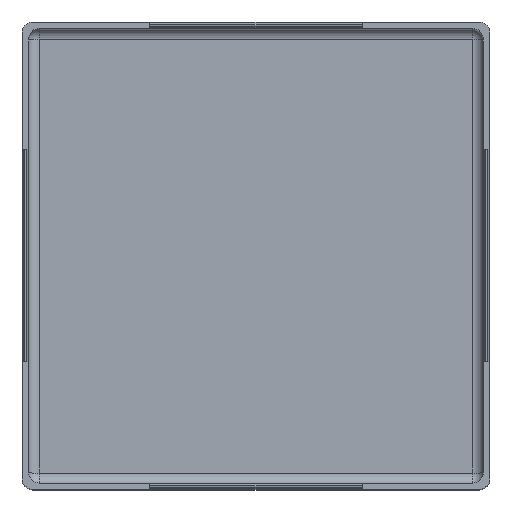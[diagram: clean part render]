
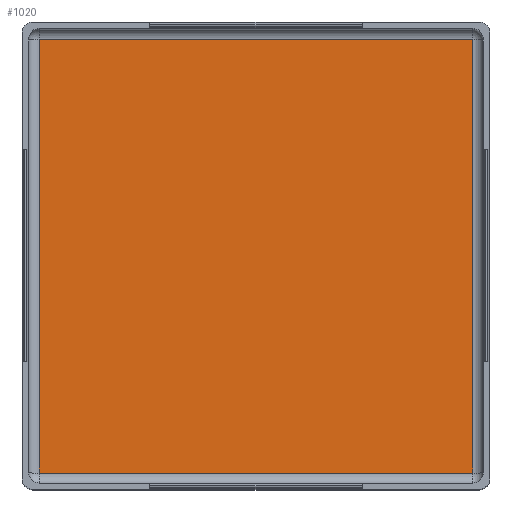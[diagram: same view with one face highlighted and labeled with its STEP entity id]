
A CAD part, top view. The second image highlights one B-rep face of the part: STEP entity #1020.
In plain terms, the highlighted planar face has unit normal (0, 0, 1).
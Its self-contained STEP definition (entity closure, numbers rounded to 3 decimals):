
#84=FACE_OUTER_BOUND('',#149,.T.);
#149=EDGE_LOOP('',(#789,#790,#791,#792));
#230=LINE('',#1650,#330);
#232=LINE('',#1658,#332);
#234=LINE('',#1668,#334);
#236=LINE('',#1677,#336);
#330=VECTOR('',#1318,10.);
#332=VECTOR('',#1326,10.);
#334=VECTOR('',#1338,10.);
#336=VECTOR('',#1350,10.);
#465=VERTEX_POINT('',#1643);
#468=VERTEX_POINT('',#1648);
#471=VERTEX_POINT('',#1656);
#474=VERTEX_POINT('',#1666);
#572=EDGE_CURVE('',#468,#465,#230,.T.);
#576=EDGE_CURVE('',#471,#468,#232,.T.);
#581=EDGE_CURVE('',#474,#471,#234,.T.);
#586=EDGE_CURVE('',#465,#474,#236,.T.);
#789=ORIENTED_EDGE('',*,*,#572,.F.);
#790=ORIENTED_EDGE('',*,*,#576,.F.);
#791=ORIENTED_EDGE('',*,*,#581,.F.);
#792=ORIENTED_EDGE('',*,*,#586,.F.);
#971=PLANE('',#1148);
#1020=ADVANCED_FACE('',(#84),#971,.T.);
#1148=AXIS2_PLACEMENT_3D('',#1700,#1378,#1379);
#1318=DIRECTION('',(0.,1.,0.));
#1326=DIRECTION('',(-1.,0.,0.));
#1338=DIRECTION('',(0.,-1.,0.));
#1350=DIRECTION('',(1.,0.,0.));
#1378=DIRECTION('center_axis',(0.,0.,1.));
#1379=DIRECTION('ref_axis',(1.,0.,0.));
#1643=CARTESIAN_POINT('',(8.,212.,4.));
#1648=CARTESIAN_POINT('',(8.,8.,4.));
#1650=CARTESIAN_POINT('',(8.,165.,4.));
#1656=CARTESIAN_POINT('',(212.,8.,4.));
#1658=CARTESIAN_POINT('',(55.,8.,4.));
#1666=CARTESIAN_POINT('',(212.,212.,4.));
#1668=CARTESIAN_POINT('',(212.,55.,4.));
#1677=CARTESIAN_POINT('',(165.,212.,4.));
#1700=CARTESIAN_POINT('Origin',(110.,110.,4.));
